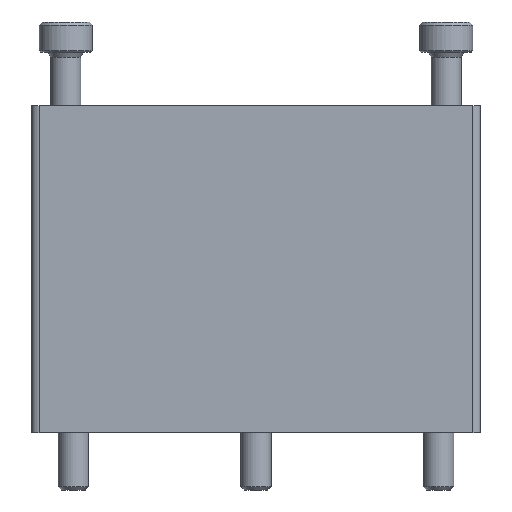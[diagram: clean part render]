
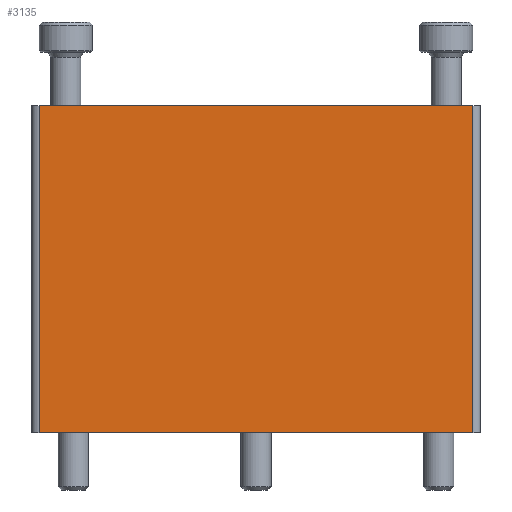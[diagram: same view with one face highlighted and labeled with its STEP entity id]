
A CAD part, left-side view. The second image highlights one B-rep face of the part: STEP entity #3135.
In plain terms, the highlighted planar face has unit normal (-1, 0, 0).
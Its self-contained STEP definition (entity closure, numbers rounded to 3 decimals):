
#404=LINE('',#5623,#570);
#405=LINE('',#5626,#571);
#406=LINE('',#5628,#572);
#407=LINE('',#5630,#573);
#570=VECTOR('',#4477,1000.);
#571=VECTOR('',#4478,1000.);
#572=VECTOR('',#4479,1000.);
#573=VECTOR('',#4480,1000.);
#1308=ORIENTED_EDGE('',*,*,#1789,.T.);
#1309=ORIENTED_EDGE('',*,*,#1790,.F.);
#1310=ORIENTED_EDGE('',*,*,#1791,.F.);
#1311=ORIENTED_EDGE('',*,*,#1792,.T.);
#1789=EDGE_CURVE('',#2097,#2098,#404,.T.);
#1790=EDGE_CURVE('',#2099,#2098,#405,.T.);
#1791=EDGE_CURVE('',#2100,#2099,#406,.T.);
#1792=EDGE_CURVE('',#2100,#2097,#407,.T.);
#2097=VERTEX_POINT('',#5624);
#2098=VERTEX_POINT('',#5625);
#2099=VERTEX_POINT('',#5627);
#2100=VERTEX_POINT('',#5629);
#2550=EDGE_LOOP('',(#1308,#1309,#1310,#1311));
#2823=FACE_BOUND('',#2550,.T.);
#2969=PLANE('',#3577);
#3135=ADVANCED_FACE('',(#2823),#2969,.F.);
#3577=AXIS2_PLACEMENT_3D('',#5622,#4475,#4476);
#4475=DIRECTION('',(1.,0.,0.));
#4476=DIRECTION('',(0.,0.,-1.));
#4477=DIRECTION('',(0.,-1.,0.));
#4478=DIRECTION('',(0.,0.,-1.));
#4479=DIRECTION('',(0.,-1.,0.));
#4480=DIRECTION('',(0.,0.,-1.));
#5622=CARTESIAN_POINT('',(-29.5,28.5,43.));
#5623=CARTESIAN_POINT('',(-29.5,28.5,0.));
#5624=CARTESIAN_POINT('',(-29.5,28.5,0.));
#5625=CARTESIAN_POINT('',(-29.5,-28.5,0.));
#5626=CARTESIAN_POINT('',(-29.5,-28.5,43.));
#5627=CARTESIAN_POINT('',(-29.5,-28.5,43.));
#5628=CARTESIAN_POINT('',(-29.5,28.5,43.));
#5629=CARTESIAN_POINT('',(-29.5,28.5,43.));
#5630=CARTESIAN_POINT('',(-29.5,28.5,43.));
